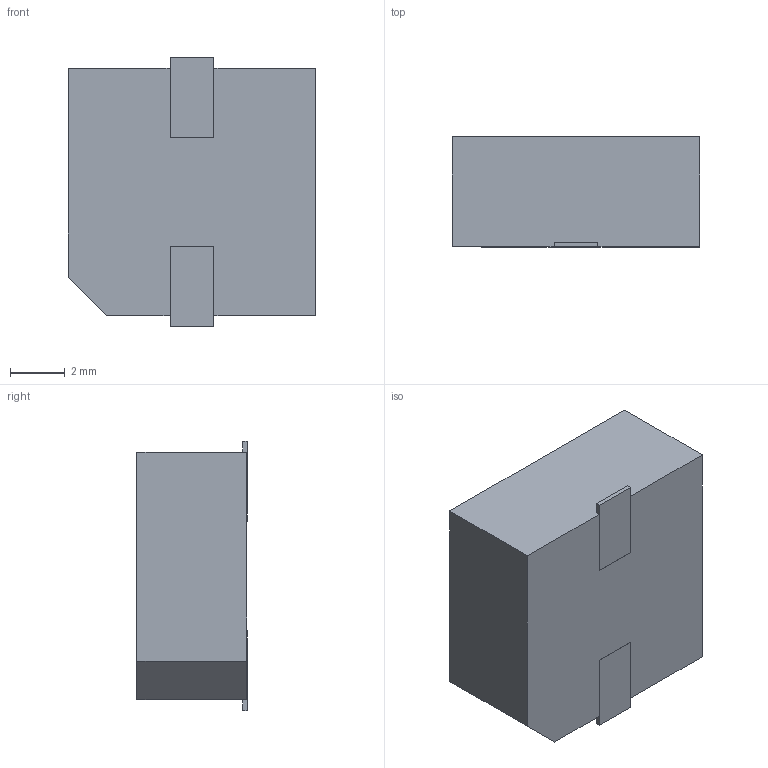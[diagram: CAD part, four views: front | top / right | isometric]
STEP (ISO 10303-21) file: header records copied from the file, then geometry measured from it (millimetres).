
FILE_DESCRIPTION(/* description */ (''),/* implementation_level */ '2;1');
FILE_NAME(/* name */ 'SMT-0927-S-12-R.ipt.stp',/* time_stamp */ '2020-05-28T15:31:33-04:00',/* author */ ('vandenbroek'),/* organization */ (''),/* preprocessor_version */ 'ST-DEVELOPER v16.1',/* originating_system */ 'Autodesk Inventor 2016',/* authorisation */ '');
FILE_SCHEMA (('AUTOMOTIVE_DESIGN { 1 0 10303 214 3 1 1 }'));
Length unit declared in the file: millimetre
Products named in the file (1): SMT-0927-S-12-R
Bounding box: 9 x 4.01 x 9.8 mm (x, y, z)
Volume: 296.6 mm3; surface area: 376.9 mm2
Topology: 1 solids, 1 shells, 41 faces, 105 edges, 70 vertices
Faces by surface type: plane 39, cylinder 2
Full cylindrical faces by diameter (mm): 2.7 x1, 2.8 x1
Entity records: 1283 total; most frequent: CARTESIAN_POINT 215, ORIENTED_EDGE 206, DIRECTION 191, EDGE_CURVE 103, LINE 99, VECTOR 99, VERTEX_POINT 70, EDGE_LOOP 47
